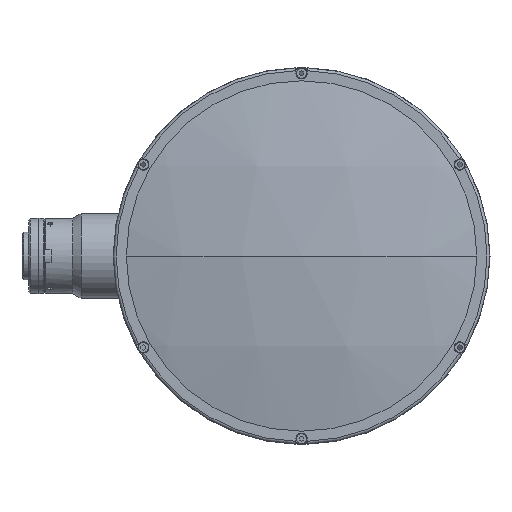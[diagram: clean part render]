
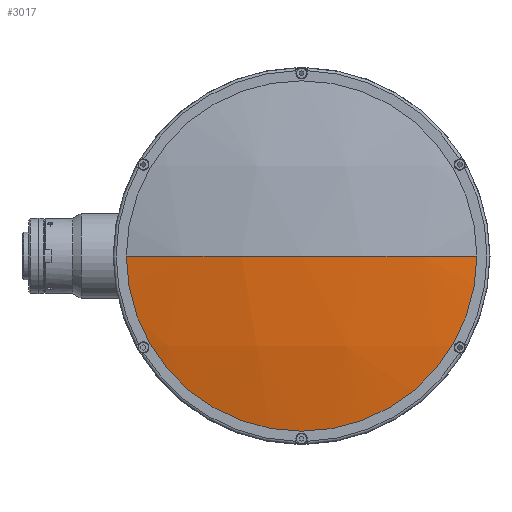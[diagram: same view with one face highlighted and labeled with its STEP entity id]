
A CAD part, left-side view. The second image highlights one B-rep face of the part: STEP entity #3017.
In plain terms, the highlighted spherical face has radius 434.72 mm.
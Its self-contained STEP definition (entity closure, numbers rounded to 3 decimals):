
#1093 = CARTESIAN_POINT ( 'NONE',  ( -412.507, 95.64, 0. ) ) ;
#3017 = ADVANCED_FACE ( 'NONE', ( #5798 ), #4691, .T. ) ;
#3295 = AXIS2_PLACEMENT_3D ( 'NONE', #6701, #6570, #6554 ) ;
#3573 = DIRECTION ( 'NONE',  ( 0., 0., -1. ) ) ;
#3597 = CARTESIAN_POINT ( 'NONE',  ( 11.706, 0.64, 0. ) ) ;
#3949 = CIRCLE ( 'NONE', #5927, 95. ) ;
#4691 = SPHERICAL_SURFACE ( 'NONE', #3295, 434.72 ) ;
#4801 = VERTEX_POINT ( 'NONE', #14286 ) ;
#5704 = DIRECTION ( 'NONE',  ( 0., 1., 0. ) ) ;
#5798 = FACE_OUTER_BOUND ( 'NONE', #11758, .T. ) ;
#5927 = AXIS2_PLACEMENT_3D ( 'NONE', #12920, #12954, #12952 ) ;
#6554 = DIRECTION ( 'NONE',  ( 0., 1., 0. ) ) ;
#6570 = DIRECTION ( 'NONE',  ( 0., 0., -1. ) ) ;
#6682 = VERTEX_POINT ( 'NONE', #6838 ) ;
#6701 = CARTESIAN_POINT ( 'NONE',  ( 11.706, 0.64, 0. ) ) ;
#6838 = CARTESIAN_POINT ( 'NONE',  ( -412.507, -94.36, 0. ) ) ;
#7482 = EDGE_CURVE ( 'NONE', #6682, #4801, #10724, .T. ) ;
#7745 = ORIENTED_EDGE ( 'NONE', *, *, #8693, .T. ) ;
#8693 = EDGE_CURVE ( 'NONE', #12242, #6682, #3949, .T. ) ;
#9779 = ORIENTED_EDGE ( 'NONE', *, *, #7482, .T. ) ;
#10724 = CIRCLE ( 'NONE', #12890, 434.72 ) ;
#10800 = DIRECTION ( 'NONE',  ( 0., -1., 0. ) ) ;
#10803 = DIRECTION ( 'NONE',  ( 0., 0., 1. ) ) ;
#10822 = CARTESIAN_POINT ( 'NONE',  ( 11.706, 0.64, 0. ) ) ;
#10824 = CIRCLE ( 'NONE', #15573, 434.72 ) ;
#11758 = EDGE_LOOP ( 'NONE', ( #7745, #9779, #14267 ) ) ;
#12242 = VERTEX_POINT ( 'NONE', #1093 ) ;
#12890 = AXIS2_PLACEMENT_3D ( 'NONE', #3597, #3573, #5704 ) ;
#12920 = CARTESIAN_POINT ( 'NONE',  ( -412.507, 0.64, 0. ) ) ;
#12952 = DIRECTION ( 'NONE',  ( 0., 0., 1. ) ) ;
#12954 = DIRECTION ( 'NONE',  ( -1., 0., 0. ) ) ;
#13756 = EDGE_CURVE ( 'NONE', #12242, #4801, #10824, .T. ) ;
#14267 = ORIENTED_EDGE ( 'NONE', *, *, #13756, .F. ) ;
#14286 = CARTESIAN_POINT ( 'NONE',  ( -423.014, 0.64, 0. ) ) ;
#15573 = AXIS2_PLACEMENT_3D ( 'NONE', #10822, #10803, #10800 ) ;
